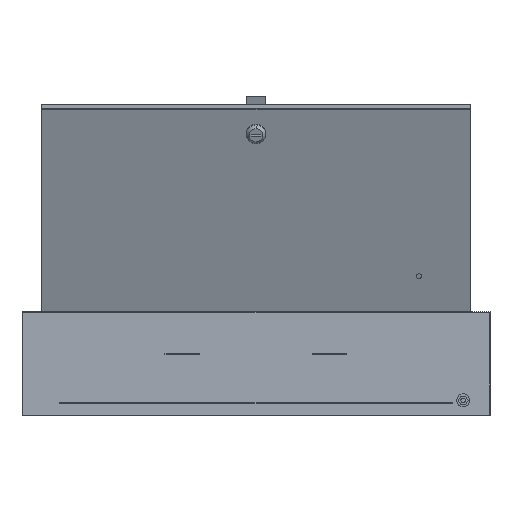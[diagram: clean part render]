
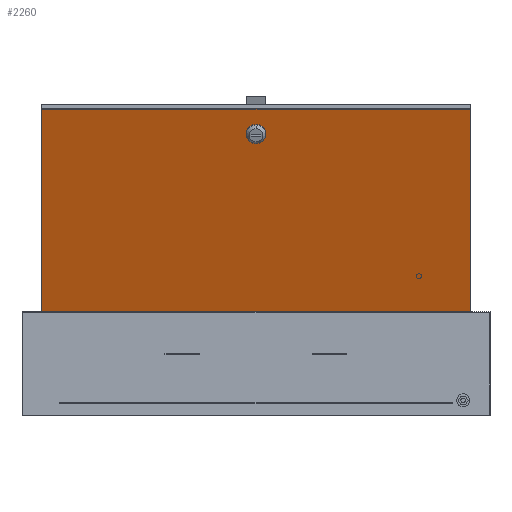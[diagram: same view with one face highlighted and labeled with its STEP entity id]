
A CAD part, left-side view. The second image highlights one B-rep face of the part: STEP entity #2260.
In plain terms, the highlighted face is planar.
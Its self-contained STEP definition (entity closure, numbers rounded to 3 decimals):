
#257 = DIRECTION ( 'NONE',  ( 0., 0., 1. ) ) ;
#313 = EDGE_CURVE ( 'NONE', #10030, #5919, #3825, .T. ) ;
#330 = CARTESIAN_POINT ( 'NONE',  ( -113.5, 0., 0. ) ) ;
#336 = CIRCLE ( 'NONE', #4349, 11.5 ) ;
#794 = EDGE_LOOP ( 'NONE', ( #4467, #2892 ) ) ;
#1079 = CARTESIAN_POINT ( 'NONE',  ( 133., 248., 0. ) ) ;
#1266 = ORIENTED_EDGE ( 'NONE', *, *, #6188, .T. ) ;
#1315 = ORIENTED_EDGE ( 'NONE', *, *, #313, .T. ) ;
#1856 = ORIENTED_EDGE ( 'NONE', *, *, #9593, .T. ) ;
#2025 = DIRECTION ( 'NONE',  ( -1., 0., 0. ) ) ;
#2260 = ADVANCED_FACE ( 'NONE', ( #2723, #11733 ), #8917, .T. ) ;
#2414 = VECTOR ( 'NONE', #11452, 1000. ) ;
#2723 = FACE_BOUND ( 'NONE', #794, .T. ) ;
#2837 = VERTEX_POINT ( 'NONE', #12115 ) ;
#2892 = ORIENTED_EDGE ( 'NONE', *, *, #6618, .F. ) ;
#2909 = CARTESIAN_POINT ( 'NONE',  ( -133., 248., 0. ) ) ;
#2975 = DIRECTION ( 'NONE',  ( 1., 0., 0. ) ) ;
#3218 = VECTOR ( 'NONE', #10906, 1000. ) ;
#3825 = LINE ( 'NONE', #2909, #2414 ) ;
#3888 = EDGE_LOOP ( 'NONE', ( #1315, #1856, #4064, #1266 ) ) ;
#3994 = DIRECTION ( 'NONE',  ( 0., 0., 1. ) ) ;
#4064 = ORIENTED_EDGE ( 'NONE', *, *, #11428, .T. ) ;
#4349 = AXIS2_PLACEMENT_3D ( 'NONE', #7422, #3994, #9723 ) ;
#4439 = CIRCLE ( 'NONE', #13848, 11.5 ) ;
#4467 = ORIENTED_EDGE ( 'NONE', *, *, #9523, .F. ) ;
#5224 = VECTOR ( 'NONE', #9290, 1000. ) ;
#5290 = AXIS2_PLACEMENT_3D ( 'NONE', #11016, #9377, #10797 ) ;
#5376 = VERTEX_POINT ( 'NONE', #9810 ) ;
#5384 = LINE ( 'NONE', #10670, #3218 ) ;
#5792 = VERTEX_POINT ( 'NONE', #330 ) ;
#5919 = VERTEX_POINT ( 'NONE', #13747 ) ;
#6188 = EDGE_CURVE ( 'NONE', #8685, #10030, #11440, .T. ) ;
#6618 = EDGE_CURVE ( 'NONE', #5792, #5376, #4439, .T. ) ;
#6997 = VECTOR ( 'NONE', #2025, 1000. ) ;
#7422 = CARTESIAN_POINT ( 'NONE',  ( -102., 0., 0. ) ) ;
#8355 = LINE ( 'NONE', #11161, #5224 ) ;
#8685 = VERTEX_POINT ( 'NONE', #1079 ) ;
#8712 = CARTESIAN_POINT ( 'NONE',  ( -102., 0., 0. ) ) ;
#8917 = PLANE ( 'NONE',  #5290 ) ;
#9290 = DIRECTION ( 'NONE',  ( 1., 0., 0. ) ) ;
#9377 = DIRECTION ( 'NONE',  ( 0., 0., 1. ) ) ;
#9523 = EDGE_CURVE ( 'NONE', #5376, #5792, #336, .T. ) ;
#9593 = EDGE_CURVE ( 'NONE', #5919, #2837, #8355, .T. ) ;
#9723 = DIRECTION ( 'NONE',  ( 1., 0., 0. ) ) ;
#9810 = CARTESIAN_POINT ( 'NONE',  ( -90.5, 0., 0. ) ) ;
#10030 = VERTEX_POINT ( 'NONE', #13391 ) ;
#10670 = CARTESIAN_POINT ( 'NONE',  ( 133., 248., 0. ) ) ;
#10797 = DIRECTION ( 'NONE',  ( 1., 0., 0. ) ) ;
#10906 = DIRECTION ( 'NONE',  ( 0., 1., 0. ) ) ;
#11016 = CARTESIAN_POINT ( 'NONE',  ( 0., 0., 0. ) ) ;
#11161 = CARTESIAN_POINT ( 'NONE',  ( -133., -248., 0. ) ) ;
#11428 = EDGE_CURVE ( 'NONE', #2837, #8685, #5384, .T. ) ;
#11440 = LINE ( 'NONE', #14279, #6997 ) ;
#11452 = DIRECTION ( 'NONE',  ( 0., -1., 0. ) ) ;
#11733 = FACE_OUTER_BOUND ( 'NONE', #3888, .T. ) ;
#12115 = CARTESIAN_POINT ( 'NONE',  ( 133., -248., 0. ) ) ;
#13391 = CARTESIAN_POINT ( 'NONE',  ( -133., 248., 0. ) ) ;
#13747 = CARTESIAN_POINT ( 'NONE',  ( -133., -248., 0. ) ) ;
#13848 = AXIS2_PLACEMENT_3D ( 'NONE', #8712, #257, #2975 ) ;
#14279 = CARTESIAN_POINT ( 'NONE',  ( -133., 248., 0. ) ) ;
